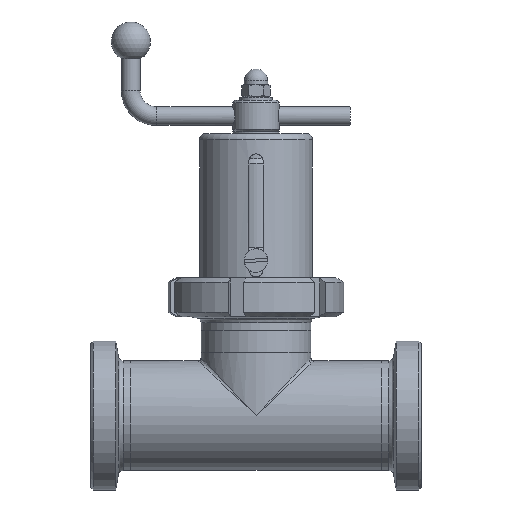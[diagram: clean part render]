
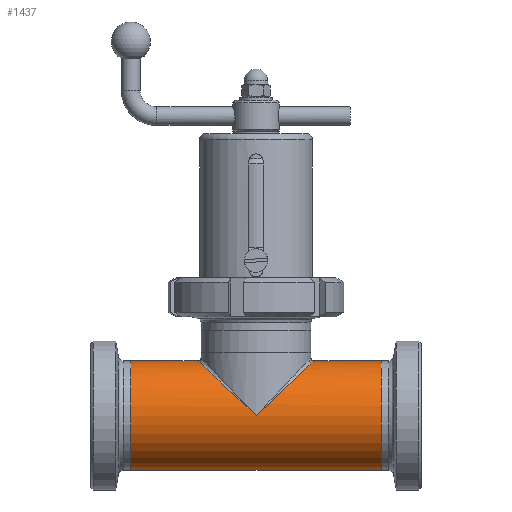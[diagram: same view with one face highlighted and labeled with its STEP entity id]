
A CAD part, front view. The second image highlights one B-rep face of the part: STEP entity #1437.
In plain terms, the highlighted cylindrical face has radius 35 mm (diameter 70 mm), a full revolution.
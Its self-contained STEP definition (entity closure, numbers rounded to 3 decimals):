
#1113=CARTESIAN_POINT('',(0.0,35.0,0.0));
#1114=VERTEX_POINT('',#1113);
#1115=CARTESIAN_POINT('',(0.0,-35.0,0.0));
#1116=VERTEX_POINT('',#1115);
#1117=CARTESIAN_POINT('',(0.0,0.0,0.0));
#1118=DIRECTION('',(0.687,0.0,0.726));
#1119=DIRECTION('',(-0.726,0.0,0.687));
#1120=AXIS2_PLACEMENT_3D('',#1117,#1118,#1119);
#1121=ELLIPSE('',#1120,50.931,35.);
#1122=EDGE_CURVE('',#1114,#1116,#1121,.T.);
#1335=CARTESIAN_POINT('',(0.0,0.0,0.0));
#1336=DIRECTION('',(-0.687,0.0,0.726));
#1337=DIRECTION('',(0.726,0.0,0.687));
#1338=AXIS2_PLACEMENT_3D('',#1335,#1336,#1337);
#1339=ELLIPSE('',#1338,50.931,35.);
#1340=EDGE_CURVE('',#1116,#1114,#1339,.T.);
#1406=CARTESIAN_POINT('',(0.0,0.0,0.0));
#1407=DIRECTION('',(-1.0,0.0,0.0));
#1408=DIRECTION('',(0.0,-1.0,0.0));
#1409=AXIS2_PLACEMENT_3D('',#1406,#1407,#1408);
#1410=CYLINDRICAL_SURFACE('',#1409,35.);
#1411=CARTESIAN_POINT('',(-80.0,-35.,0.0));
#1412=VERTEX_POINT('',#1411);
#1413=CARTESIAN_POINT('',(-80.0,0.0,0.0));
#1414=DIRECTION('',(-1.0,0.0,0.0));
#1415=DIRECTION('',(0.0,-1.0,0.0));
#1416=AXIS2_PLACEMENT_3D('',#1413,#1414,#1415);
#1417=CIRCLE('',#1416,35.);
#1418=EDGE_CURVE('',#1412,#1412,#1417,.T.);
#1419=ORIENTED_EDGE('',*,*,#1418,.F.);
#1420=EDGE_LOOP('',(#1419));
#1421=FACE_OUTER_BOUND('',#1420,.T.);
#1422=ORIENTED_EDGE('',*,*,#1122,.F.);
#1423=ORIENTED_EDGE('',*,*,#1340,.F.);
#1424=EDGE_LOOP('',(#1422,#1423));
#1425=FACE_BOUND('',#1424,.T.);
#1426=CARTESIAN_POINT('',(80.0,-35.,0.0));
#1427=VERTEX_POINT('',#1426);
#1428=CARTESIAN_POINT('',(80.,0.0,0.0));
#1429=DIRECTION('',(-1.0,0.0,0.0));
#1430=DIRECTION('',(0.0,-1.0,0.0));
#1431=AXIS2_PLACEMENT_3D('',#1428,#1429,#1430);
#1432=CIRCLE('',#1431,35.);
#1433=EDGE_CURVE('',#1427,#1427,#1432,.T.);
#1434=ORIENTED_EDGE('',*,*,#1433,.T.);
#1435=EDGE_LOOP('',(#1434));
#1436=FACE_BOUND('',#1435,.T.);
#1437=ADVANCED_FACE('',(#1421,#1425,#1436),#1410,.T.);
